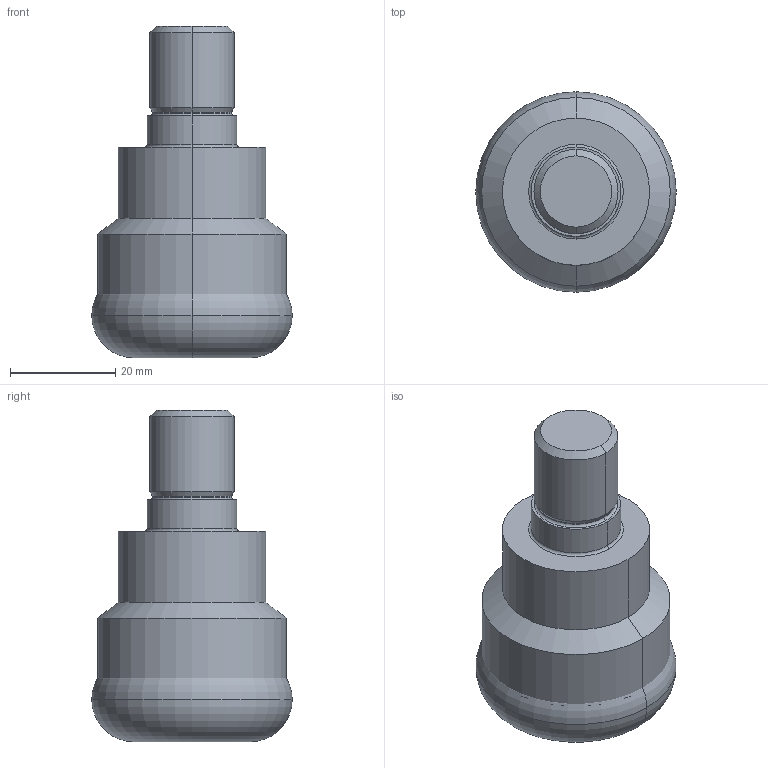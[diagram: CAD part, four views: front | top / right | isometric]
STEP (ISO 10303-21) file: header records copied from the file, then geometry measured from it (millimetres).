
FILE_DESCRIPTION(('no description'),'unknown implementation level');
FILE_NAME('soliddBYYYyHaxB3AiW3Me3Pmk_P2u4g_1.STP',' ',('CIMSOURCE GmbH'),('CADClick - KiM GmbH - www.kimweb.de'),'unknown preprocess','ACIS','unknown authorization');
FILE_SCHEMA(('automotive_design'));
Length unit declared in the file: millimetre
Products named in the file (2): 1; 2
Bounding box: 38.1 x 38.1 x 63 mm (x, y, z)
Volume: 50065.6 mm3; surface area: 10021 mm2
Topology: 2 solids, 2 shells, 32 faces, 62 edges, 34 vertices
Faces by surface type: torus 12, cylinder 10, cone 6, plane 4
Entity records: 1617 total; most frequent: DIRECTION 182, CARTESIAN_POINT 133, STYLED_ITEM 130, PRESENTATION_STYLE_ASSIGNMENT 130, COLOUR_RGB 130, ORIENTED_EDGE 124, AXIS2_PLACEMENT_3D 83, EDGE_CURVE 62
